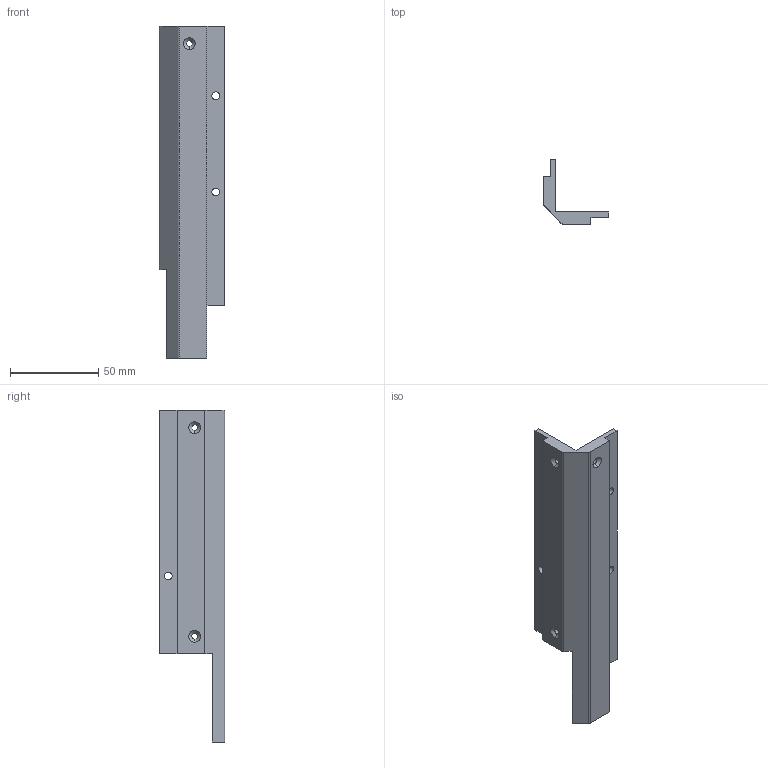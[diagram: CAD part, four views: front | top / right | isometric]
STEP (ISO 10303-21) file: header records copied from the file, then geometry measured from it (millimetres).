
FILE_DESCRIPTION (( 'STEP AP214' ), '1' );
FILE_NAME ('280ExtrusionCoverPSUtop.STEP', '2025-08-08T00:47:51', ( '' ), ( '' ), 'SwSTEP 2.0', 'SolidWorks 2024', '' );
FILE_SCHEMA (( 'AUTOMOTIVE_DESIGN' ));
Length unit declared in the file: millimetre
Products named in the file (1): 280ExtrusionCoverPSUtop
Bounding box: 37 x 37 x 188.45 mm (x, y, z)
Volume: 51865.3 mm3; surface area: 23794.1 mm2
Topology: 1 solids, 1 shells, 45 faces, 117 edges, 76 vertices
Faces by surface type: plane 21, cylinder 18, cone 6
Entity records: 1927 total; most frequent: DIRECTION 251, CARTESIAN_POINT 239, ORIENTED_EDGE 234, EDGE_CURVE 117, AXIS2_PLACEMENT_3D 88, VERTEX_POINT 76, VECTOR 75, LINE 75
